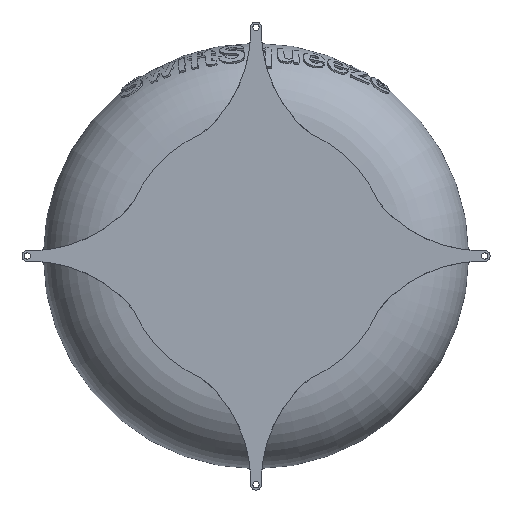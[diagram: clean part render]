
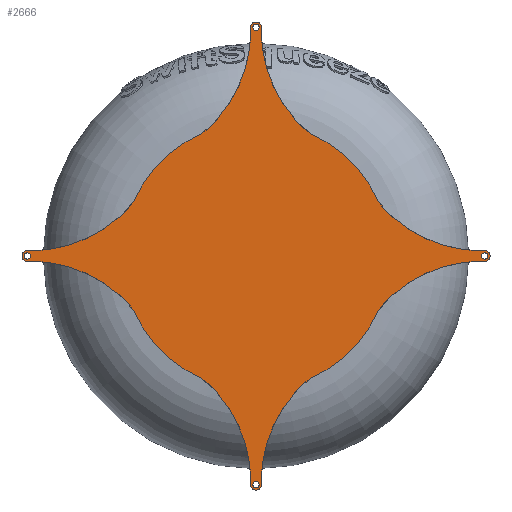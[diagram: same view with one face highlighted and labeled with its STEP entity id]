
A CAD part, front view. The second image highlights one B-rep face of the part: STEP entity #2666.
In plain terms, the highlighted planar face has unit normal (0, -1, 0).
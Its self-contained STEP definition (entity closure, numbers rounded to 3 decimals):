
#36=PLANE('',#2806);
#40=CIRCLE('',#2712,62.978);
#42=CIRCLE('',#2714,62.978);
#44=CIRCLE('',#2716,62.978);
#46=CIRCLE('',#2718,62.978);
#68=CIRCLE('',#2757,62.9);
#69=CIRCLE('',#2759,1.5);
#70=CIRCLE('',#2761,2.5);
#71=CIRCLE('',#2763,62.9);
#72=CIRCLE('',#2765,62.9);
#73=CIRCLE('',#2767,1.5);
#74=CIRCLE('',#2769,2.5);
#75=CIRCLE('',#2771,62.9);
#76=CIRCLE('',#2773,62.9);
#77=CIRCLE('',#2775,1.5);
#78=CIRCLE('',#2777,2.5);
#79=CIRCLE('',#2779,62.9);
#80=CIRCLE('',#2781,62.9);
#81=CIRCLE('',#2783,1.5);
#82=CIRCLE('',#2785,2.5);
#83=CIRCLE('',#2787,62.9);
#126=FACE_BOUND('',#773,.T.);
#127=FACE_BOUND('',#774,.T.);
#128=FACE_BOUND('',#775,.T.);
#129=FACE_BOUND('',#776,.T.);
#593=FACE_OUTER_BOUND('',#772,.T.);
#772=EDGE_LOOP('',(#2428,#2429,#2430,#2431,#2432,#2433,#2434,#2435,#2436,
#2437,#2438,#2439,#2440,#2441,#2442,#2443));
#773=EDGE_LOOP('',(#2444));
#774=EDGE_LOOP('',(#2445));
#775=EDGE_LOOP('',(#2446));
#776=EDGE_LOOP('',(#2447));
#1157=VERTEX_POINT('',#7335);
#1158=VERTEX_POINT('',#7342);
#1163=VERTEX_POINT('',#7365);
#1164=VERTEX_POINT('',#7372);
#1169=VERTEX_POINT('',#7395);
#1170=VERTEX_POINT('',#7402);
#1175=VERTEX_POINT('',#7425);
#1176=VERTEX_POINT('',#7432);
#1261=VERTEX_POINT('',#9865);
#1262=VERTEX_POINT('',#9869);
#1263=VERTEX_POINT('',#9873);
#1264=VERTEX_POINT('',#9879);
#1265=VERTEX_POINT('',#9883);
#1266=VERTEX_POINT('',#9887);
#1267=VERTEX_POINT('',#9893);
#1268=VERTEX_POINT('',#9897);
#1269=VERTEX_POINT('',#9901);
#1270=VERTEX_POINT('',#9907);
#1271=VERTEX_POINT('',#9911);
#1272=VERTEX_POINT('',#9915);
#1489=EDGE_CURVE('',#1157,#1158,#40,.T.);
#1495=EDGE_CURVE('',#1163,#1164,#42,.T.);
#1501=EDGE_CURVE('',#1169,#1170,#44,.T.);
#1507=EDGE_CURVE('',#1175,#1176,#46,.T.);
#1632=EDGE_CURVE('',#1176,#1261,#68,.T.);
#1635=EDGE_CURVE('',#1262,#1262,#69,.T.);
#1636=EDGE_CURVE('',#1263,#1261,#70,.T.);
#1638=EDGE_CURVE('',#1263,#1157,#71,.T.);
#1639=EDGE_CURVE('',#1158,#1264,#72,.T.);
#1642=EDGE_CURVE('',#1265,#1265,#73,.T.);
#1643=EDGE_CURVE('',#1266,#1264,#74,.T.);
#1645=EDGE_CURVE('',#1266,#1163,#75,.T.);
#1646=EDGE_CURVE('',#1170,#1267,#76,.T.);
#1649=EDGE_CURVE('',#1268,#1268,#77,.T.);
#1650=EDGE_CURVE('',#1269,#1267,#78,.T.);
#1652=EDGE_CURVE('',#1269,#1175,#79,.T.);
#1653=EDGE_CURVE('',#1164,#1270,#80,.T.);
#1656=EDGE_CURVE('',#1271,#1271,#81,.T.);
#1657=EDGE_CURVE('',#1272,#1270,#82,.T.);
#1659=EDGE_CURVE('',#1272,#1169,#83,.T.);
#2428=ORIENTED_EDGE('',*,*,#1501,.F.);
#2429=ORIENTED_EDGE('',*,*,#1659,.F.);
#2430=ORIENTED_EDGE('',*,*,#1657,.T.);
#2431=ORIENTED_EDGE('',*,*,#1653,.F.);
#2432=ORIENTED_EDGE('',*,*,#1495,.F.);
#2433=ORIENTED_EDGE('',*,*,#1645,.F.);
#2434=ORIENTED_EDGE('',*,*,#1643,.T.);
#2435=ORIENTED_EDGE('',*,*,#1639,.F.);
#2436=ORIENTED_EDGE('',*,*,#1489,.F.);
#2437=ORIENTED_EDGE('',*,*,#1638,.F.);
#2438=ORIENTED_EDGE('',*,*,#1636,.T.);
#2439=ORIENTED_EDGE('',*,*,#1632,.F.);
#2440=ORIENTED_EDGE('',*,*,#1507,.F.);
#2441=ORIENTED_EDGE('',*,*,#1652,.F.);
#2442=ORIENTED_EDGE('',*,*,#1650,.T.);
#2443=ORIENTED_EDGE('',*,*,#1646,.F.);
#2444=ORIENTED_EDGE('',*,*,#1635,.T.);
#2445=ORIENTED_EDGE('',*,*,#1642,.T.);
#2446=ORIENTED_EDGE('',*,*,#1649,.T.);
#2447=ORIENTED_EDGE('',*,*,#1656,.T.);
#2666=ADVANCED_FACE('',(#593,#126,#127,#128,#129),#36,.T.);
#2712=AXIS2_PLACEMENT_3D('',#7343,#2904,#2905);
#2714=AXIS2_PLACEMENT_3D('',#7373,#2908,#2909);
#2716=AXIS2_PLACEMENT_3D('',#7403,#2912,#2913);
#2718=AXIS2_PLACEMENT_3D('',#7433,#2916,#2917);
#2757=AXIS2_PLACEMENT_3D('',#9866,#3025,#3026);
#2759=AXIS2_PLACEMENT_3D('',#9871,#3031,#3032);
#2761=AXIS2_PLACEMENT_3D('',#9874,#3035,#3036);
#2763=AXIS2_PLACEMENT_3D('',#9877,#3040,#3041);
#2765=AXIS2_PLACEMENT_3D('',#9880,#3044,#3045);
#2767=AXIS2_PLACEMENT_3D('',#9885,#3050,#3051);
#2769=AXIS2_PLACEMENT_3D('',#9888,#3054,#3055);
#2771=AXIS2_PLACEMENT_3D('',#9891,#3059,#3060);
#2773=AXIS2_PLACEMENT_3D('',#9894,#3063,#3064);
#2775=AXIS2_PLACEMENT_3D('',#9899,#3069,#3070);
#2777=AXIS2_PLACEMENT_3D('',#9902,#3073,#3074);
#2779=AXIS2_PLACEMENT_3D('',#9905,#3078,#3079);
#2781=AXIS2_PLACEMENT_3D('',#9908,#3082,#3083);
#2783=AXIS2_PLACEMENT_3D('',#9913,#3088,#3089);
#2785=AXIS2_PLACEMENT_3D('',#9916,#3092,#3093);
#2787=AXIS2_PLACEMENT_3D('',#9919,#3097,#3098);
#2806=AXIS2_PLACEMENT_3D('',#9955,#3135,#3136);
#2904=DIRECTION('center_axis',(0.,1.,0.));
#2905=DIRECTION('ref_axis',(1.,0.,0.));
#2908=DIRECTION('center_axis',(0.,1.,0.));
#2909=DIRECTION('ref_axis',(1.,0.,0.));
#2912=DIRECTION('center_axis',(0.,1.,0.));
#2913=DIRECTION('ref_axis',(1.,0.,0.));
#2916=DIRECTION('center_axis',(0.,1.,0.));
#2917=DIRECTION('ref_axis',(1.,0.,0.));
#3025=DIRECTION('center_axis',(0.,-1.,0.));
#3026=DIRECTION('ref_axis',(-0.642,0.,0.767));
#3031=DIRECTION('center_axis',(0.,1.,0.));
#3032=DIRECTION('ref_axis',(1.,0.,0.));
#3035=DIRECTION('center_axis',(0.,-1.,0.));
#3036=DIRECTION('ref_axis',(1.,0.,0.));
#3040=DIRECTION('center_axis',(0.,-1.,0.));
#3041=DIRECTION('ref_axis',(1.,0.,-0.023));
#3044=DIRECTION('center_axis',(0.,-1.,0.));
#3045=DIRECTION('ref_axis',(0.767,0.,0.642));
#3050=DIRECTION('center_axis',(0.,1.,0.));
#3051=DIRECTION('ref_axis',(1.,0.,0.));
#3054=DIRECTION('center_axis',(0.,-1.,0.));
#3055=DIRECTION('ref_axis',(1.,0.,0.));
#3059=DIRECTION('center_axis',(0.,-1.,0.));
#3060=DIRECTION('ref_axis',(-0.023,0.,-1.));
#3063=DIRECTION('center_axis',(0.,-1.,0.));
#3064=DIRECTION('ref_axis',(-0.767,0.,-0.642));
#3069=DIRECTION('center_axis',(0.,1.,0.));
#3070=DIRECTION('ref_axis',(1.,0.,0.));
#3073=DIRECTION('center_axis',(0.,-1.,0.));
#3074=DIRECTION('ref_axis',(1.,0.,0.));
#3078=DIRECTION('center_axis',(0.,-1.,0.));
#3079=DIRECTION('ref_axis',(0.023,0.,1.));
#3082=DIRECTION('center_axis',(0.,-1.,0.));
#3083=DIRECTION('ref_axis',(0.642,0.,-0.767));
#3088=DIRECTION('center_axis',(0.,1.,0.));
#3089=DIRECTION('ref_axis',(1.,0.,0.));
#3092=DIRECTION('center_axis',(0.,-1.,0.));
#3093=DIRECTION('ref_axis',(1.,0.,0.));
#3097=DIRECTION('center_axis',(0.,-1.,0.));
#3098=DIRECTION('ref_axis',(-1.,0.,0.023));
#3135=DIRECTION('center_axis',(0.,-1.,0.));
#3136=DIRECTION('ref_axis',(0.,0.,-1.));
#7335=CARTESIAN_POINT('',(-24.935,-2.,-57.831));
#7342=CARTESIAN_POINT('',(-57.831,-2.,-24.935));
#7343=CARTESIAN_POINT('Origin',(0.,-2.,0.));
#7365=CARTESIAN_POINT('',(-57.831,-2.,24.935));
#7372=CARTESIAN_POINT('',(-24.935,-2.,57.831));
#7373=CARTESIAN_POINT('Origin',(0.,-2.,0.));
#7395=CARTESIAN_POINT('',(24.935,-2.,57.831));
#7402=CARTESIAN_POINT('',(57.831,-2.,24.935));
#7403=CARTESIAN_POINT('Origin',(0.,-2.,0.));
#7425=CARTESIAN_POINT('',(57.831,-2.,-24.935));
#7432=CARTESIAN_POINT('',(24.935,-2.,-57.831));
#7433=CARTESIAN_POINT('Origin',(0.,-2.,0.));
#9865=CARTESIAN_POINT('',(2.433,-2.,-106.901));
#9866=CARTESIAN_POINT('Origin',(65.327,-2.,-106.048));
#9869=CARTESIAN_POINT('',(-1.5,-2.,-107.478));
#9871=CARTESIAN_POINT('Origin',(0.,-2.,
-107.478));
#9873=CARTESIAN_POINT('',(-2.433,-2.,-106.901));
#9874=CARTESIAN_POINT('Origin',(0.,-2.,
-107.478));
#9877=CARTESIAN_POINT('Origin',(-65.327,-2.,-106.048));
#9879=CARTESIAN_POINT('',(-106.901,-2.,-2.433));
#9880=CARTESIAN_POINT('Origin',(-106.048,-2.,-65.327));
#9883=CARTESIAN_POINT('',(-108.978,-2.,0.));
#9885=CARTESIAN_POINT('Origin',(-107.478,-2.,0.));
#9887=CARTESIAN_POINT('',(-106.901,-2.,2.433));
#9888=CARTESIAN_POINT('Origin',(-107.478,-2.,0.));
#9891=CARTESIAN_POINT('Origin',(-106.048,-2.,65.327));
#9893=CARTESIAN_POINT('',(106.901,-2.,2.433));
#9894=CARTESIAN_POINT('Origin',(106.048,-2.,65.327));
#9897=CARTESIAN_POINT('',(105.978,-2.,0.));
#9899=CARTESIAN_POINT('Origin',(107.478,-2.,0.));
#9901=CARTESIAN_POINT('',(106.901,-2.,-2.433));
#9902=CARTESIAN_POINT('Origin',(107.478,-2.,0.));
#9905=CARTESIAN_POINT('Origin',(106.048,-2.,-65.327));
#9907=CARTESIAN_POINT('',(-2.433,-2.,106.901));
#9908=CARTESIAN_POINT('Origin',(-65.327,-2.,106.048));
#9911=CARTESIAN_POINT('',(-1.5,-2.,107.478));
#9913=CARTESIAN_POINT('Origin',(0.,-2.,
107.478));
#9915=CARTESIAN_POINT('',(2.433,-2.,106.901));
#9916=CARTESIAN_POINT('Origin',(0.,-2.,
107.478));
#9919=CARTESIAN_POINT('Origin',(65.327,-2.,106.048));
#9955=CARTESIAN_POINT('Origin',(0.,-2.,62.978));
